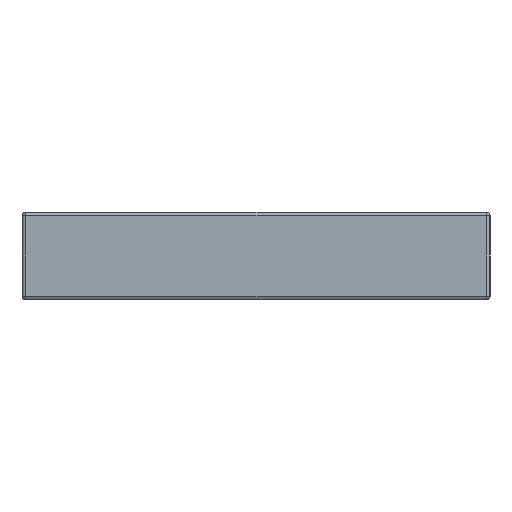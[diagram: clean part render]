
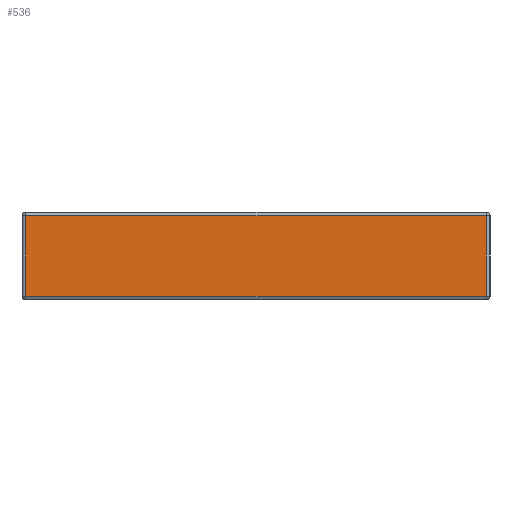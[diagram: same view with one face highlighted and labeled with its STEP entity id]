
A CAD part, left-side view. The second image highlights one B-rep face of the part: STEP entity #536.
In plain terms, the highlighted planar face has unit normal (-1, 0, 0).
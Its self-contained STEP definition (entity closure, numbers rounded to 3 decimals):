
#75 = EDGE_LOOP ( 'NONE', ( #3765, #2089, #2731, #3730 ) ) ;
#76 = VECTOR ( 'NONE', #2733, 1000. ) ;
#165 = VERTEX_POINT ( 'NONE', #1298 ) ;
#356 = LINE ( 'NONE', #1548, #76 ) ;
#418 = VERTEX_POINT ( 'NONE', #2494 ) ;
#480 = PLANE ( 'NONE',  #519 ) ;
#484 = CARTESIAN_POINT ( 'NONE',  ( 0., 0., 0.575 ) ) ;
#509 = LINE ( 'NONE', #779, #3133 ) ;
#519 = AXIS2_PLACEMENT_3D ( 'NONE', #2286, #550, #2608 ) ;
#536 = ADVANCED_FACE ( 'NONE', ( #2878 ), #480, .F. ) ;
#550 = DIRECTION ( 'NONE',  ( 1., 0., 0. ) ) ;
#779 = CARTESIAN_POINT ( 'NONE',  ( 0., 3.175, 0.6 ) ) ;
#940 = VECTOR ( 'NONE', #3111, 1000. ) ;
#1112 = CARTESIAN_POINT ( 'NONE',  ( 0., 3.175, 0.575 ) ) ;
#1298 = CARTESIAN_POINT ( 'NONE',  ( 0., 0.025, 0.575 ) ) ;
#1398 = EDGE_CURVE ( 'NONE', #165, #2114, #1929, .T. ) ;
#1521 = VECTOR ( 'NONE', #2085, 1000. ) ;
#1548 = CARTESIAN_POINT ( 'NONE',  ( 0., 0., 0.025 ) ) ;
#1929 = LINE ( 'NONE', #484, #940 ) ;
#2080 = EDGE_CURVE ( 'NONE', #2114, #418, #509, .T. ) ;
#2085 = DIRECTION ( 'NONE',  ( 0., 0., 1. ) ) ;
#2089 = ORIENTED_EDGE ( 'NONE', *, *, #2080, .T. ) ;
#2114 = VERTEX_POINT ( 'NONE', #1112 ) ;
#2203 = EDGE_CURVE ( 'NONE', #3295, #165, #2638, .T. ) ;
#2286 = CARTESIAN_POINT ( 'NONE',  ( 0., 0., 0.6 ) ) ;
#2494 = CARTESIAN_POINT ( 'NONE',  ( 0., 3.175, 0.025 ) ) ;
#2608 = DIRECTION ( 'NONE',  ( 0., 0., -1. ) ) ;
#2638 = LINE ( 'NONE', #3845, #1521 ) ;
#2731 = ORIENTED_EDGE ( 'NONE', *, *, #3716, .T. ) ;
#2733 = DIRECTION ( 'NONE',  ( 0., -1., 0. ) ) ;
#2878 = FACE_OUTER_BOUND ( 'NONE', #75, .T. ) ;
#3111 = DIRECTION ( 'NONE',  ( 0., 1., 0. ) ) ;
#3133 = VECTOR ( 'NONE', #3141, 1000. ) ;
#3141 = DIRECTION ( 'NONE',  ( 0., 0., -1. ) ) ;
#3295 = VERTEX_POINT ( 'NONE', #3382 ) ;
#3382 = CARTESIAN_POINT ( 'NONE',  ( 0., 0.025, 0.025 ) ) ;
#3716 = EDGE_CURVE ( 'NONE', #418, #3295, #356, .T. ) ;
#3730 = ORIENTED_EDGE ( 'NONE', *, *, #2203, .T. ) ;
#3765 = ORIENTED_EDGE ( 'NONE', *, *, #1398, .T. ) ;
#3845 = CARTESIAN_POINT ( 'NONE',  ( 0., 0.025, 0.6 ) ) ;
